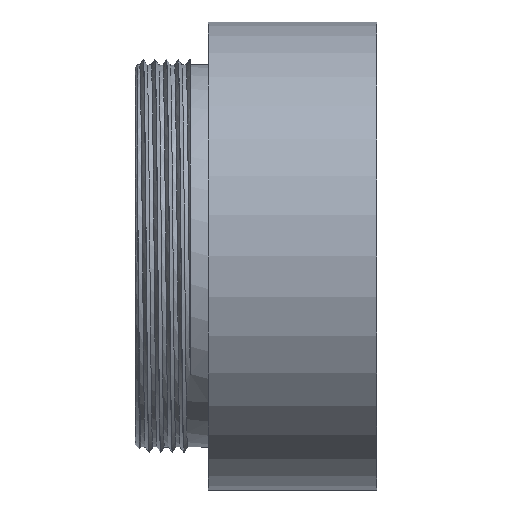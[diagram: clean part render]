
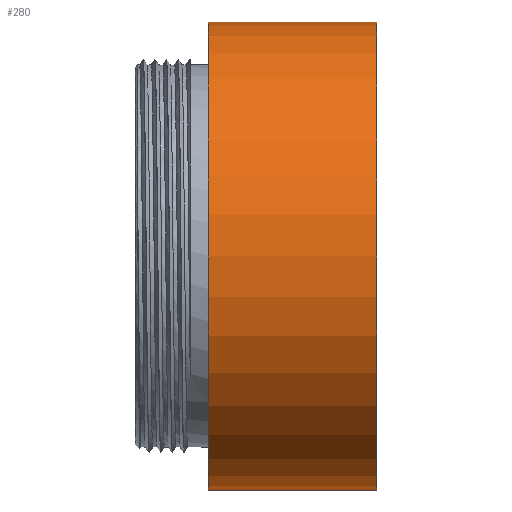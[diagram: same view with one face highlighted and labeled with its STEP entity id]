
A CAD part, front view. The second image highlights one B-rep face of the part: STEP entity #280.
In plain terms, the highlighted cylindrical face has radius 32 mm (diameter 64 mm), a full revolution.
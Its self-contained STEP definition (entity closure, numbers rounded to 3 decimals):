
#46=CYLINDRICAL_SURFACE('',#322,32.);
#58=FACE_BOUND('',#110,.T.);
#78=FACE_OUTER_BOUND('',#109,.T.);
#109=EDGE_LOOP('',(#255));
#110=EDGE_LOOP('',(#256));
#125=CIRCLE('',#313,32.);
#128=CIRCLE('',#321,32.);
#151=VERTEX_POINT('',#3338);
#154=VERTEX_POINT('',#3349);
#185=EDGE_CURVE('',#151,#151,#125,.T.);
#188=EDGE_CURVE('',#154,#154,#128,.T.);
#255=ORIENTED_EDGE('',*,*,#188,.T.);
#256=ORIENTED_EDGE('',*,*,#185,.F.);
#280=ADVANCED_FACE('',(#78,#58),#46,.T.);
#313=AXIS2_PLACEMENT_3D('',#3339,#373,#374);
#321=AXIS2_PLACEMENT_3D('',#3350,#389,#390);
#322=AXIS2_PLACEMENT_3D('',#3351,#391,#392);
#373=DIRECTION('center_axis',(1.,0.,0.));
#374=DIRECTION('ref_axis',(0.,0.,-1.));
#389=DIRECTION('center_axis',(1.,0.,0.));
#390=DIRECTION('ref_axis',(0.,0.,-1.));
#391=DIRECTION('center_axis',(1.,0.,0.));
#392=DIRECTION('ref_axis',(0.,1.,0.));
#3338=CARTESIAN_POINT('',(0.,32.,0.));
#3339=CARTESIAN_POINT('Origin',(0.,0.,0.));
#3349=CARTESIAN_POINT('',(-23.,32.,0.));
#3350=CARTESIAN_POINT('Origin',(-23.,0.,0.));
#3351=CARTESIAN_POINT('Origin',(-11.5,0.,0.));
